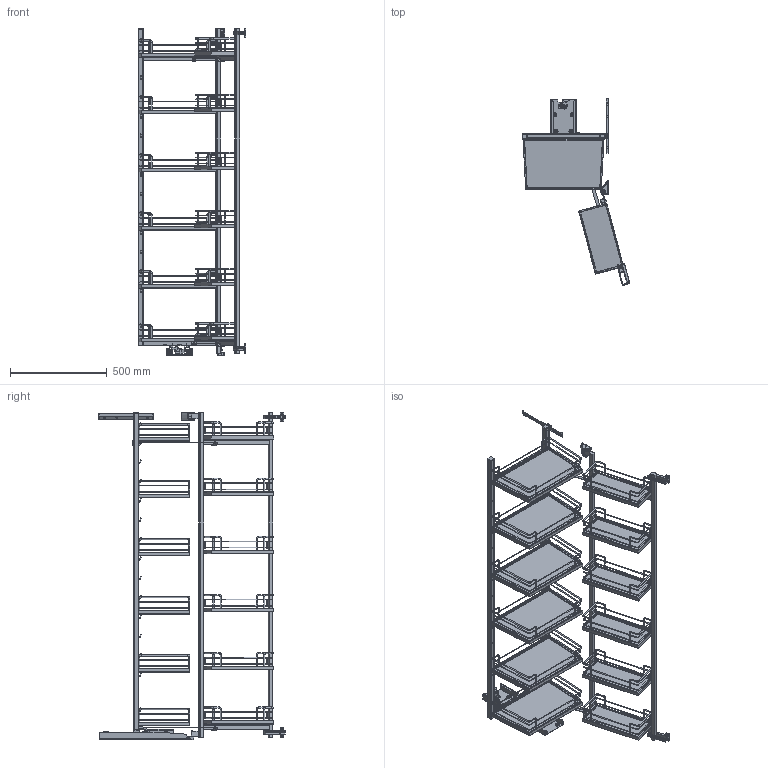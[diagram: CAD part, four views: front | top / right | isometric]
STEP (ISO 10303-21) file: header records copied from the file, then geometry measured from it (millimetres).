
FILE_DESCRIPTION(('STEP AP214'),'1');
FILE_NAME('TANDEM III - CLASIC 500-1700.stp','2026-03-21T16:58:34',(' '),(' '),'Spatial InterOp 3D',' ',' ');
FILE_SCHEMA(('automotive_design'));
Length unit declared in the file: millimetre
Products named in the file (256): ci_g_o; mocowanie zawiasu g_rne; mocowanie zawiasu g_rne wewn_trzne; za_lepka zawiasu g_rnego; prowadnica g_rna; mocowanie zawiasu dolne; _ prostok_tny _ 7x18_1 R_1; _56; _58; _60; _62; _64; zawieszka; _78; _80; _82; _84; _86; _100; _102; _104; _106; _108; _122; _124; _126; _128; _130; _144; _146; _148; _150; _152; _166; _168; _170; _172; _174; _188; _190 ...
Bounding box: 554.29 x 961.02 x 1691.5 mm (x, y, z)
Volume: 13275012.3 mm3; surface area: 5460681.1 mm2
Topology: 256 solids, 256 shells, 4382 faces, 10923 edges, 6969 vertices
Faces by surface type: plane 2106, cylinder 1698, torus 362, cone 115, sphere 60, bspline 37, extrusion 4
Full cylindrical faces by diameter (mm): 3.3 x3, 4 x158, 4.2 x6, 4.5 x2, 5.5 x8, 6 x145, 6.5 x33, 6.75 x2, 7 x7, 8 x13, 8.5 x8, 8.9 x2, 10 x2, 12 x6, 13 x2, 17 x1, 18 x1, 20 x8, 22 x6, 24.5 x1, 27 x1, 30 x4, 32 x1
Entity records: 167612 total; most frequent: CARTESIAN_POINT 25335, DIRECTION 22597, ORIENTED_EDGE 19932, EDGE_CURVE 9966, AXIS2_PLACEMENT_3D 8371, VERTEX_POINT 6847, VECTOR 5855, LINE 5851
